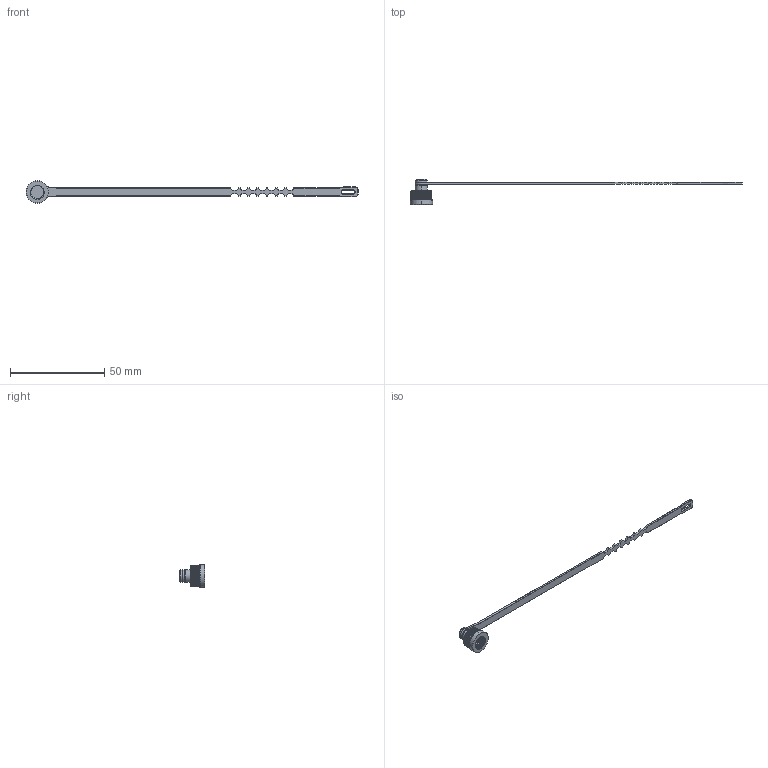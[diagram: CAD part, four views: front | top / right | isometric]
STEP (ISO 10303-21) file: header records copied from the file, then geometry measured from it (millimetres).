
FILE_DESCRIPTION (( 'STEP AP203' ), '1' );
FILE_NAME ('P59(公）.STEP', '2020-04-27T03:58:28', ( 'edpusr' ), ( 'Microsoft' ), 'SwSTEP 2.0', 'SolidWorks 2015', '' );
FILE_SCHEMA (( 'CONFIG_CONTROL_DESIGN' ));
Length unit declared in the file: millimetre
Products named in the file (1): P59(鼠ㄘ
Bounding box: 176 x 13.3 x 12 mm (x, y, z)
Volume: 1480.8 mm3; surface area: 2742 mm2
Topology: 2 solids, 2 shells, 625 faces, 1685 edges, 1069 vertices
Faces by surface type: plane 378, cylinder 217, cone 23, torus 4, bspline 3
Entity records: 22110 total; most frequent: CARTESIAN_POINT 6849, ORIENTED_EDGE 3370, DIRECTION 2908, EDGE_CURVE 1685, VERTEX_POINT 1069, VECTOR 1044, LINE 1044, AXIS2_PLACEMENT_3D 932
